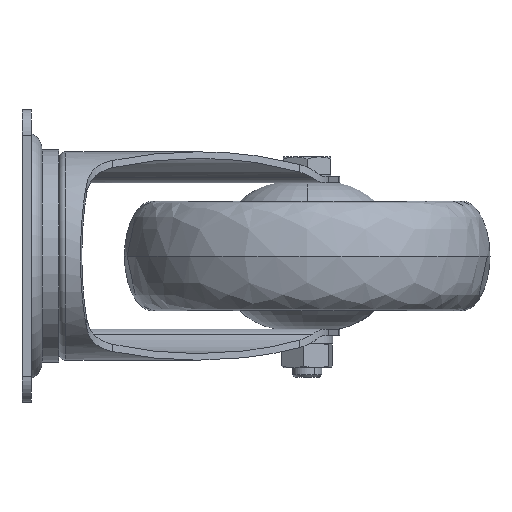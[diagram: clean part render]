
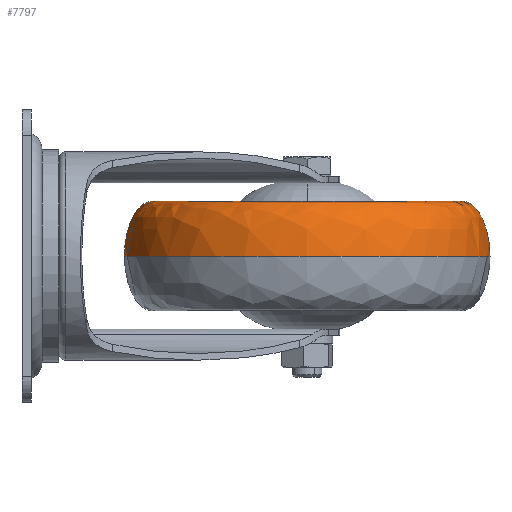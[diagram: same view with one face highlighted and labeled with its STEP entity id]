
A CAD part, left-side view. The second image highlights one B-rep face of the part: STEP entity #7797.
In plain terms, the highlighted free-form (B-spline) face has degree [3, 3] with [4, 4] control points.
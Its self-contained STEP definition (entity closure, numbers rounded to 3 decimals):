
#285 = CARTESIAN_POINT ( 'NONE',  ( 31., -78., 15. ) ) ;
#396 = DIRECTION ( 'NONE',  ( 1., 0., 0. ) ) ;
#516 = CARTESIAN_POINT ( 'NONE',  ( 31., -128., 0. ) ) ;
#649 = EDGE_CURVE ( 'NONE', #6019, #4391, #6032, .T. ) ;
#886 = CARTESIAN_POINT ( 'NONE',  ( 31., -128., 0. ) ) ;
#932 = CARTESIAN_POINT ( 'NONE',  ( 31., -28., 8.787 ) ) ;
#973 = CARTESIAN_POINT ( 'NONE',  ( -69., -128., 8.787 ) ) ;
#978 = CARTESIAN_POINT ( 'NONE',  ( 31., -35.75, 15. ) ) ;
#1009 =( BOUNDED_SURFACE ( )  B_SPLINE_SURFACE ( 3, 3, ( 
 ( #7060, #1650, #2971, #3647 ),
 ( #7902, #3789, #5103, #4371 ),
 ( #2346, #973, #2922, #5724 ),
 ( #886, #1740, #8425, #5774 ) ),
 .UNSPECIFIED., .F., .F., .F. ) 
 B_SPLINE_SURFACE_WITH_KNOTS ( ( 4, 4 ),
 ( 4, 4 ),
 ( 0., 1. ),
 ( 0., 1. ),
 .UNSPECIFIED. ) 
 GEOMETRIC_REPRESENTATION_ITEM ( )  RATIONAL_B_SPLINE_SURFACE ( (
 ( 1., 0.333, 0.333, 1.),
 ( 0.805, 0.268, 0.268, 0.805),
 ( 0.805, 0.268, 0.268, 0.805),
 ( 1., 0.333, 0.333, 1.) ) ) 
 REPRESENTATION_ITEM ( '' )  SURFACE ( )  );
#1047 = DIRECTION ( 'NONE',  ( 0., 0., -1. ) ) ;
#1085 = CARTESIAN_POINT ( 'NONE',  ( 31., -31.21, 15. ) ) ;
#1104 = ORIENTED_EDGE ( 'NONE', *, *, #4188, .T. ) ;
#1402 = CIRCLE ( 'NONE', #5123, 42.25 ) ;
#1650 = CARTESIAN_POINT ( 'NONE',  ( -53.5, -120.25, 15. ) ) ;
#1740 = CARTESIAN_POINT ( 'NONE',  ( -69., -128., 0. ) ) ;
#1766 = CARTESIAN_POINT ( 'NONE',  ( 31., -128., 0. ) ) ;
#2057 = FACE_OUTER_BOUND ( 'NONE', #4151, .T. ) ;
#2346 = CARTESIAN_POINT ( 'NONE',  ( 31., -128., 8.787 ) ) ;
#2922 = CARTESIAN_POINT ( 'NONE',  ( -69., -28., 8.787 ) ) ;
#2971 = CARTESIAN_POINT ( 'NONE',  ( -53.5, -35.75, 15. ) ) ;
#3047 = EDGE_CURVE ( 'NONE', #8796, #6019, #3320, .T. ) ;
#3228 = CARTESIAN_POINT ( 'NONE',  ( 31., -128., 8.787 ) ) ;
#3320 =( BOUNDED_CURVE ( )  B_SPLINE_CURVE ( 3, ( #3756, #1085, #932, #3656 ),
 .UNSPECIFIED., .F., .F. ) 
 B_SPLINE_CURVE_WITH_KNOTS ( ( 4, 4 ),
 ( 0., 1.571 ),
 .UNSPECIFIED. ) 
 CURVE ( )  GEOMETRIC_REPRESENTATION_ITEM ( )  RATIONAL_B_SPLINE_CURVE ( ( 1., 0.805, 0.805, 1. ) ) 
 REPRESENTATION_ITEM ( '' )  );
#3419 = ORIENTED_EDGE ( 'NONE', *, *, #8449, .T. ) ;
#3459 =( BOUNDED_CURVE ( )  B_SPLINE_CURVE ( 3, ( #516, #3228, #8279, #8759 ),
 .UNSPECIFIED., .F., .F. ) 
 B_SPLINE_CURVE_WITH_KNOTS ( ( 4, 4 ),
 ( 4.712, 6.283 ),
 .UNSPECIFIED. ) 
 CURVE ( )  GEOMETRIC_REPRESENTATION_ITEM ( )  RATIONAL_B_SPLINE_CURVE ( ( 1., 0.805, 0.805, 1. ) ) 
 REPRESENTATION_ITEM ( '' )  );
#3647 = CARTESIAN_POINT ( 'NONE',  ( 31., -35.75, 15. ) ) ;
#3656 = CARTESIAN_POINT ( 'NONE',  ( 31., -28., 0. ) ) ;
#3689 = CARTESIAN_POINT ( 'NONE',  ( 31., -78., 0. ) ) ;
#3756 = CARTESIAN_POINT ( 'NONE',  ( 31., -35.75, 15. ) ) ;
#3789 = CARTESIAN_POINT ( 'NONE',  ( -62.58, -124.79, 15. ) ) ;
#4102 = CARTESIAN_POINT ( 'NONE',  ( 31., -28., 0. ) ) ;
#4151 = EDGE_LOOP ( 'NONE', ( #5754, #7121, #1104, #3419 ) ) ;
#4188 = EDGE_CURVE ( 'NONE', #4391, #4906, #3459, .T. ) ;
#4371 = CARTESIAN_POINT ( 'NONE',  ( 31., -31.21, 15. ) ) ;
#4391 = VERTEX_POINT ( 'NONE', #1766 ) ;
#4906 = VERTEX_POINT ( 'NONE', #7326 ) ;
#5103 = CARTESIAN_POINT ( 'NONE',  ( -62.58, -31.21, 15. ) ) ;
#5123 = AXIS2_PLACEMENT_3D ( 'NONE', #285, #1047, #6456 ) ;
#5724 = CARTESIAN_POINT ( 'NONE',  ( 31., -28., 8.787 ) ) ;
#5754 = ORIENTED_EDGE ( 'NONE', *, *, #3047, .T. ) ;
#5774 = CARTESIAN_POINT ( 'NONE',  ( 31., -28., 0. ) ) ;
#6019 = VERTEX_POINT ( 'NONE', #4102 ) ;
#6032 = CIRCLE ( 'NONE', #7032, 50. ) ;
#6456 = DIRECTION ( 'NONE',  ( -1., 0., 0. ) ) ;
#7032 = AXIS2_PLACEMENT_3D ( 'NONE', #3689, #7054, #396 ) ;
#7054 = DIRECTION ( 'NONE',  ( 0., 0., 1. ) ) ;
#7060 = CARTESIAN_POINT ( 'NONE',  ( 31., -120.25, 15. ) ) ;
#7121 = ORIENTED_EDGE ( 'NONE', *, *, #649, .T. ) ;
#7326 = CARTESIAN_POINT ( 'NONE',  ( 31., -120.25, 15. ) ) ;
#7797 = ADVANCED_FACE ( 'NONE', ( #2057 ), #1009, .F. ) ;
#7902 = CARTESIAN_POINT ( 'NONE',  ( 31., -124.79, 15. ) ) ;
#8279 = CARTESIAN_POINT ( 'NONE',  ( 31., -124.79, 15. ) ) ;
#8425 = CARTESIAN_POINT ( 'NONE',  ( -69., -28., 0. ) ) ;
#8449 = EDGE_CURVE ( 'NONE', #4906, #8796, #1402, .T. ) ;
#8759 = CARTESIAN_POINT ( 'NONE',  ( 31., -120.25, 15. ) ) ;
#8796 = VERTEX_POINT ( 'NONE', #978 ) ;
